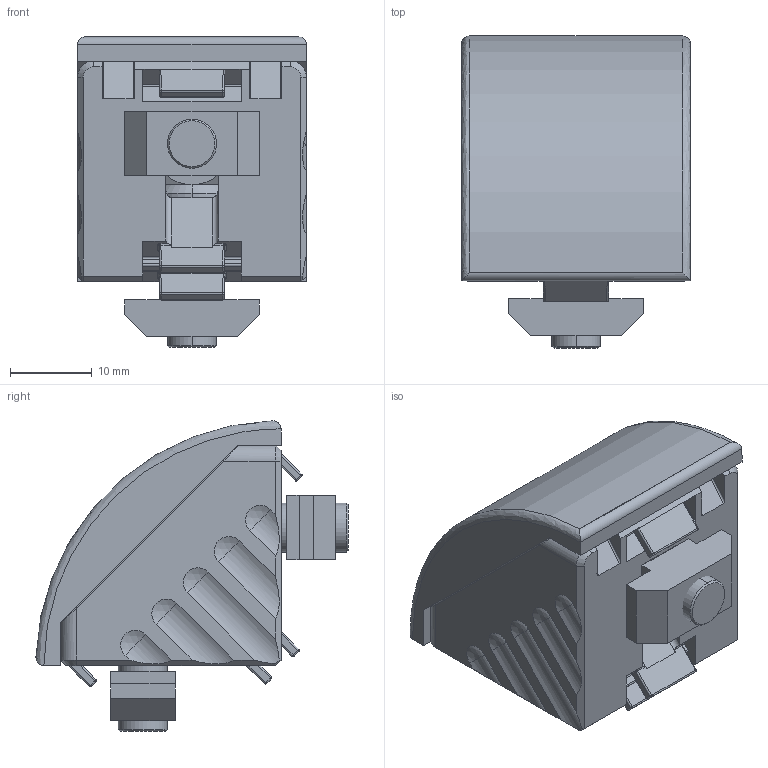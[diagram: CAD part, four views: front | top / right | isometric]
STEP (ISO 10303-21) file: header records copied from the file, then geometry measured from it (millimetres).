
FILE_DESCRIPTION((''),'2;1');
FILE_NAME('30x30 Gusset with 8mm Fasteners & Cover.iam.stp','2011-06-02T21:58:39',(''),(''),'Autodesk Inventor 2011','Autodesk Inventor 2011','');
FILE_SCHEMA(('AUTOMOTIVE_DESIGN { 1 0 10303 214 1 1 1 1 }'));
Length unit declared in the file: millimetre
Products named in the file (3): 30x30 Gusset with 8mm Fasteners & Cover; 3 842 523 528 - 30x30 gusset with 8mm fasteners; 3 842 523 534 - 30x30 round cover cap
Assembly tree (2 placements, depth 2):
  30x30 Gusset with 8mm Fasteners & Cover
    3 842 523 528 - 30x30 gusset with 8mm fasteners
    3 842 523 534 - 30x30 round cover cap
Bounding box: 28 x 38.18 x 37.96 mm (x, y, z)
Volume: 14953.4 mm3; surface area: 10150.6 mm2
Topology: 6 solids, 6 shells, 308 faces, 794 edges, 480 vertices
Faces by surface type: plane 131, cylinder 105, sphere 36, bspline 20, cone 16
Entity records: 12719 total; most frequent: CARTESIAN_POINT 5500, ORIENTED_EDGE 1544, DIRECTION 1426, EDGE_CURVE 772, AXIS2_PLACEMENT_3D 485, VERTEX_POINT 480, VECTOR 456, LINE 456
